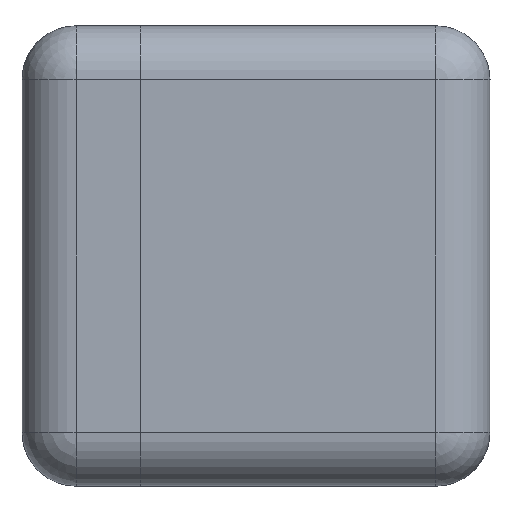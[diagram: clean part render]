
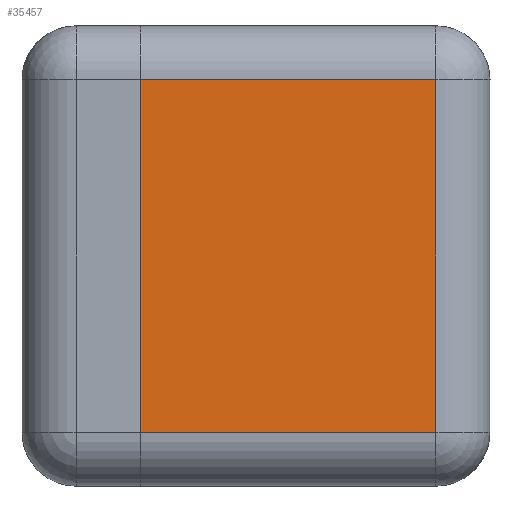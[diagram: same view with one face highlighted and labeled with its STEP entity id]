
A CAD part, left-side view. The second image highlights one B-rep face of the part: STEP entity #35457.
In plain terms, the highlighted planar face has unit normal (-1, 0, 0).
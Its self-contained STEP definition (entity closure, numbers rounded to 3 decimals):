
#857 = DIRECTION ( 'NONE',  ( 0., -1., 0. ) ) ;
#1806 = EDGE_CURVE ( 'NONE', #16684, #29089, #44386, .T. ) ;
#7815 = ORIENTED_EDGE ( 'NONE', *, *, #1806, .T. ) ;
#8690 = DIRECTION ( 'NONE',  ( -1., 0., 0. ) ) ;
#11846 = EDGE_LOOP ( 'NONE', ( #36102, #60967, #7815, #50120 ) ) ;
#12439 = CARTESIAN_POINT ( 'NONE',  ( -546.83, 289.994, 340.391 ) ) ;
#13442 = VECTOR ( 'NONE', #59551, 1000. ) ;
#16684 = VERTEX_POINT ( 'NONE', #46994 ) ;
#16807 = EDGE_CURVE ( 'NONE', #29089, #17131, #25423, .T. ) ;
#17131 = VERTEX_POINT ( 'NONE', #59168 ) ;
#20998 = CARTESIAN_POINT ( 'NONE',  ( -546.83, 243.56, 260.391 ) ) ;
#22097 = EDGE_CURVE ( 'NONE', #56623, #17131, #34380, .T. ) ;
#23560 = FACE_OUTER_BOUND ( 'NONE', #11846, .T. ) ;
#25423 = LINE ( 'NONE', #20998, #13442 ) ;
#26804 = VECTOR ( 'NONE', #40601, 1000. ) ;
#29089 = VERTEX_POINT ( 'NONE', #51361 ) ;
#34380 = LINE ( 'NONE', #12439, #26804 ) ;
#35457 = ADVANCED_FACE ( 'NONE', ( #23560 ), #42207, .T. ) ;
#36102 = ORIENTED_EDGE ( 'NONE', *, *, #22097, .F. ) ;
#37003 = CARTESIAN_POINT ( 'NONE',  ( -546.83, 289.994, -260.391 ) ) ;
#37435 = VECTOR ( 'NONE', #48527, 1000. ) ;
#40601 = DIRECTION ( 'NONE',  ( 0., 0., 1. ) ) ;
#42207 = PLANE ( 'NONE',  #56326 ) ;
#43538 = LINE ( 'NONE', #48315, #56999 ) ;
#44386 = LINE ( 'NONE', #54816, #37435 ) ;
#46994 = CARTESIAN_POINT ( 'NONE',  ( -546.83, -146.44, -260.391 ) ) ;
#48315 = CARTESIAN_POINT ( 'NONE',  ( -546.83, 243.56, -260.391 ) ) ;
#48527 = DIRECTION ( 'NONE',  ( 0., 0., 1. ) ) ;
#50120 = ORIENTED_EDGE ( 'NONE', *, *, #16807, .T. ) ;
#51361 = CARTESIAN_POINT ( 'NONE',  ( -546.83, -146.44, 260.391 ) ) ;
#52008 = CARTESIAN_POINT ( 'NONE',  ( -546.83, 243.56, 340.391 ) ) ;
#54816 = CARTESIAN_POINT ( 'NONE',  ( -546.83, -146.44, 340.391 ) ) ;
#56326 = AXIS2_PLACEMENT_3D ( 'NONE', #52008, #8690, #62415 ) ;
#56623 = VERTEX_POINT ( 'NONE', #37003 ) ;
#56999 = VECTOR ( 'NONE', #857, 1000. ) ;
#58060 = EDGE_CURVE ( 'NONE', #56623, #16684, #43538, .T. ) ;
#59168 = CARTESIAN_POINT ( 'NONE',  ( -546.83, 289.994, 260.391 ) ) ;
#59551 = DIRECTION ( 'NONE',  ( 0., 1., 0. ) ) ;
#60967 = ORIENTED_EDGE ( 'NONE', *, *, #58060, .T. ) ;
#62415 = DIRECTION ( 'NONE',  ( 0., 0., 1. ) ) ;
